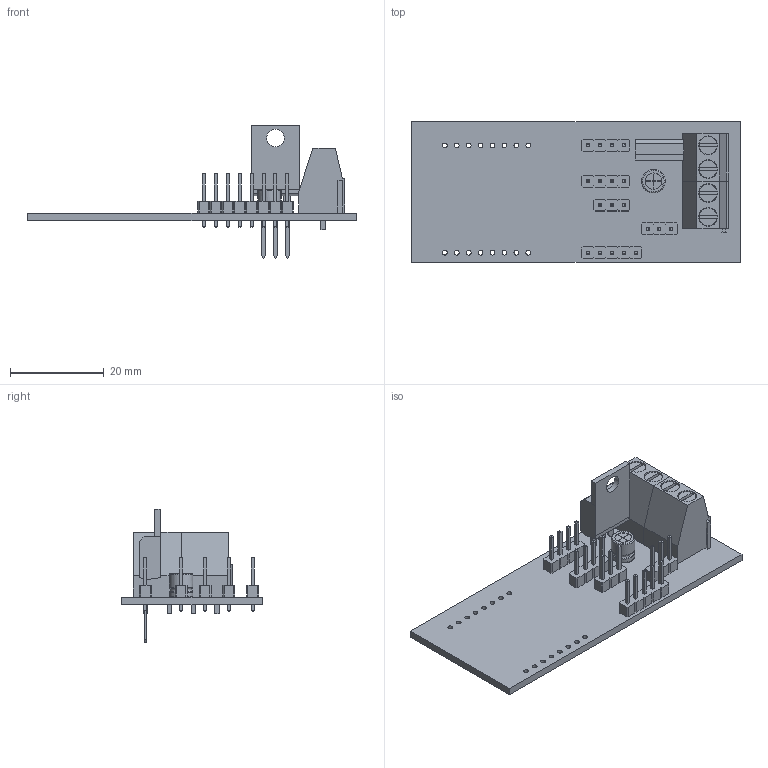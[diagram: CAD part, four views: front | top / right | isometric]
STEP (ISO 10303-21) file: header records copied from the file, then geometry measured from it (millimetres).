
FILE_DESCRIPTION(('KiCad electronic assembly'),'2;1');
FILE_NAME('DryBoxControlPlatine.step','2024-10-22T18:11:37',('Pcbnew'),( 'Kicad'),'Open CASCADE STEP processor 7.5','KiCad to STEP converter' ,'Unknown');
FILE_SCHEMA(('AUTOMOTIVE_DESIGN { 1 0 10303 214 1 1 1 1 }'));
Length unit declared in the file: millimetre
Products named in the file (14): DryBoxControlPlatine 1; PinHeader_1x03_P2.54mm_Vertical; SOLID; PinHeader_1x04_P2.54mm_Vertical; TO-220-3_Vertical; PinHeader_1x05_P2.54mm_Vertical; TerminalBlock_Phoenix_MKDS-1,5-2-5.08_1x02_P5.08mm_Horizontal; CP_Radial_D5.0mm_P2.50mm; DryBoxControlPlatine PCB
Assembly tree (16 placements, depth 3):
  DryBoxControlPlatine 1
    PinHeader_1x03_P2.54mm_Vertical  x2
      SOLID
    PinHeader_1x04_P2.54mm_Vertical  x2
      SOLID
    TO-220-3_Vertical
      SOLID
    PinHeader_1x05_P2.54mm_Vertical
      SOLID
    TerminalBlock_Phoenix_MKDS-1,5-2-5.08_1x02_P5.08mm_Horizontal  x2
      SOLID
    CP_Radial_D5.0mm_P2.50mm
      SOLID
    DryBoxControlPlatine PCB
Bounding box: 70 x 30 x 28.52 mm (x, y, z)
Volume: 6291.3 mm3; surface area: 9111.2 mm2
Topology: 10 solids, 11 shells, 801 faces, 1980 edges, 1249 vertices
Faces by surface type: plane 706, cylinder 66, bspline 22, revolution 5, torus 2
Full cylindrical faces by diameter (mm): 0.5 x2, 0.8 x2, 1 x19, 1.016 x16, 1.1 x3, 1.3 x4, 3.735 x1, 3.8 x4, 4 x4
Entity records: 38190 total; most frequent: CARTESIAN_POINT 7259, DIRECTION 5071, LINE 3583, VECTOR 3583, ORIENTED_EDGE 2674, PCURVE 2674, DEFINITIONAL_REPRESENTATION 2674, EDGE_CURVE 1337
